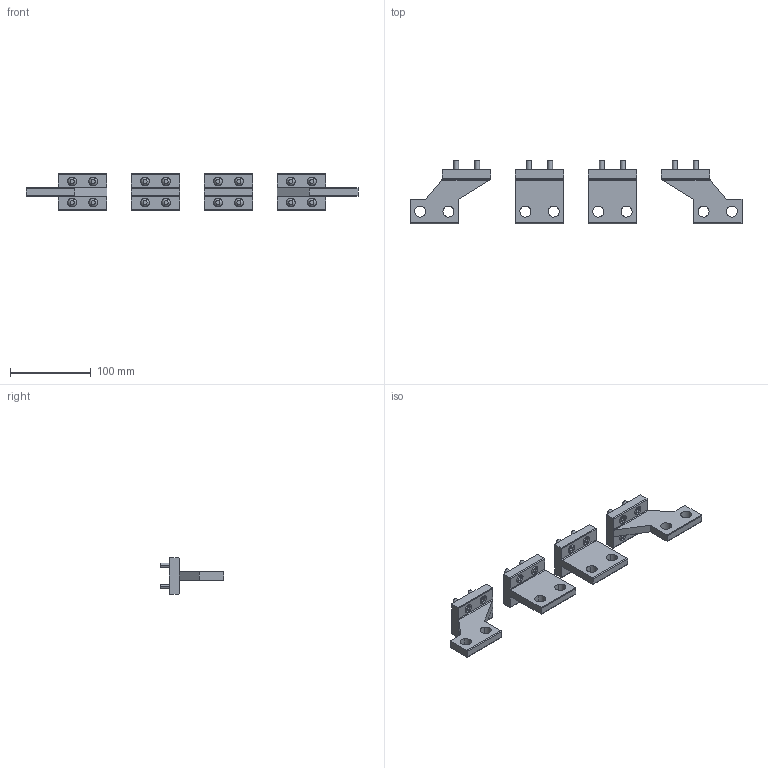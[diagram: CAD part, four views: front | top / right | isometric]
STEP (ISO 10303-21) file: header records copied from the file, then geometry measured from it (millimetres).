
FILE_DESCRIPTION(('CATIA V5 STEP Exchange'),'2;1');
FILE_NAME('1SDH001252R0153_1PA_001_00_E2.2_IV_W_TERMINALS_SHR_UPPER_2000A.stp','2014-03-07T07:57:23+00:00',('none'),('none'),'CATIA Version 5 Release 20 SP 1 (IN-10)','CATIA V5 STEP AP214','none');
FILE_SCHEMA(('AUTOMOTIVE_DESIGN { 1 0 10303 214 1 1 1 1 }'));
Length unit declared in the file: millimetre
Products named in the file (1): 1SDH001252R0153_1PA_001_00_E2.2_IV_W_TERMINALS_SHR_UPPER_2000A
Bounding box: 410 x 78.4 x 45 mm (x, y, z)
Volume: 243127.9 mm3; surface area: 77651.7 mm2
Topology: 20 solids, 20 shells, 458 faces, 1046 edges, 676 vertices
Faces by surface type: plane 226, cylinder 168, revolution 32, torus 32
Entity records: 12594 total; most frequent: CARTESIAN_POINT 2475, ORIENTED_EDGE 2092, DIRECTION 1714, EDGE_CURVE 1046, AXIS2_PLACEMENT_3D 763, VERTEX_POINT 676, VECTOR 582, LINE 582
